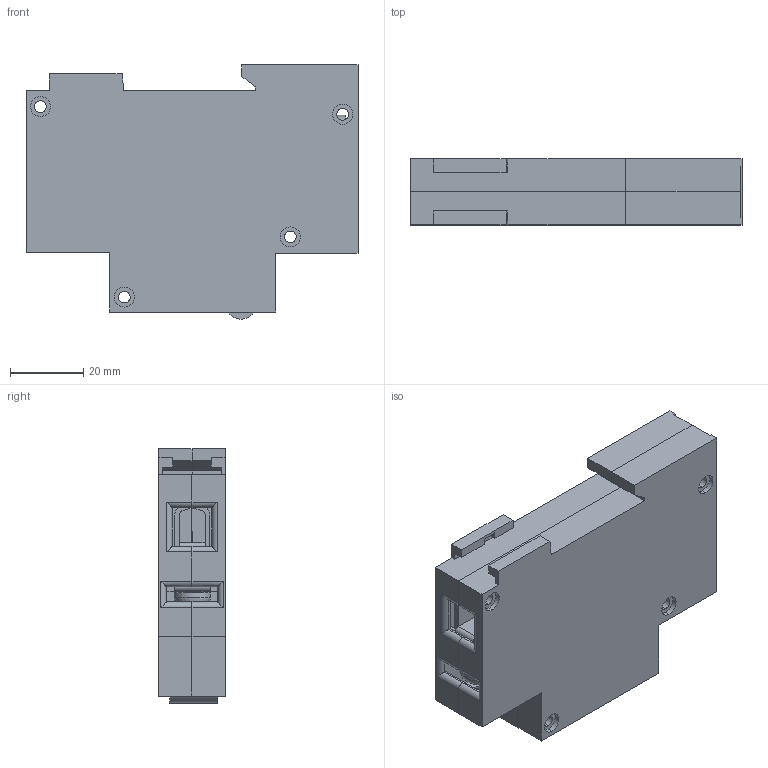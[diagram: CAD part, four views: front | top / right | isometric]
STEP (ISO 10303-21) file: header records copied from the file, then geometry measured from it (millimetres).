
FILE_DESCRIPTION (( 'STEP AP214' ), '1' );
FILE_NAME ('1102-014-7_3D_US.STEP', '2019-02-12T23:01:56', ( '' ), ( '' ), 'SwSTEP 2.0', 'SolidWorks 2018', '' );
FILE_SCHEMA (( 'AUTOMOTIVE_DESIGN' ));
Length unit declared in the file: inch
Products named in the file (15): 3800-194 REV 01; 3800-196 REV 01; 2500-230 REV 01_Cut; thermal; Indicator; 2002-145 REV  01; 120VClip; LeftLug; 1102-014-7_3D_US; thermalclip; 2002-144 REV 01; 3800-195 REV 01_compr; 3750-146 REV 01; 3800-197 REV 01; RightLug
Assembly tree (15 placements, depth 2):
  1102-014-7_3D_US
    2002-144 REV 01
    thermalclip
    120VClip
    Indicator
    LeftLug
    thermal
    RightLug
    2500-230 REV 01_Cut
    2002-145 REV  01
    3800-194 REV 01  x2
    3800-196 REV 01
    3800-195 REV 01_compr
    3750-146 REV 01
    3800-197 REV 01
Bounding box: 90.42 x 18.03 x 69.25 mm (x, y, z)
Volume: 42929.8 mm3; surface area: 49648.4 mm2
Topology: 15 solids, 15 shells, 775 faces, 2086 edges, 1371 vertices
Faces by surface type: plane 597, cylinder 158, torus 16, bspline 4
Entity records: 31387 total; most frequent: CARTESIAN_POINT 10802, ORIENTED_EDGE 4136, DIRECTION 3894, EDGE_CURVE 2068, LINE 1684, VECTOR 1684, VERTEX_POINT 1359, AXIS2_PLACEMENT_3D 1105
